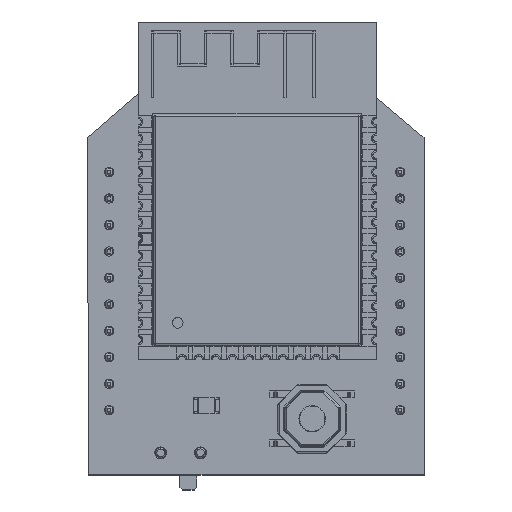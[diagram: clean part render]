
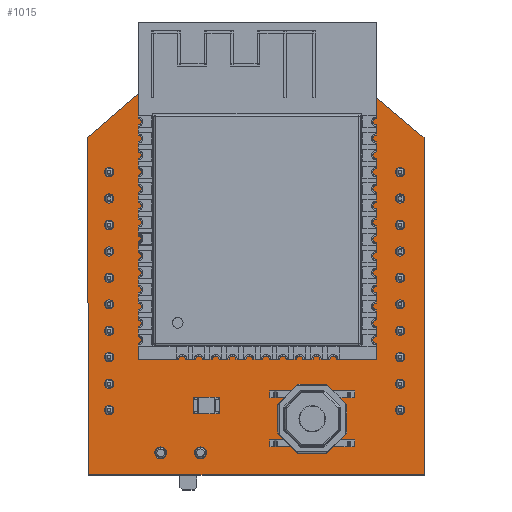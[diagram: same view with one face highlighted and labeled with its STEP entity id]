
A CAD part, top view. The second image highlights one B-rep face of the part: STEP entity #1015.
In plain terms, the highlighted planar face has unit normal (0, 0, 1).
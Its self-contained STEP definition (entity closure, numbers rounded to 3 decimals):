
#108 = VERTEX_POINT('',#109);
#109 = CARTESIAN_POINT('',(143.25,-90.25,0.));
#126 = VERTEX_POINT('',#127);
#127 = CARTESIAN_POINT('',(153.5,-90.25,0.));
#133 = EDGE_CURVE('',#108,#126,#134,.T.);
#134 = LINE('',#135,#136);
#135 = CARTESIAN_POINT('',(143.25,-90.25,0.));
#136 = VECTOR('',#137,1.);
#137 = DIRECTION('',(1.,0.,0.));
#148 = VERTEX_POINT('',#149);
#149 = CARTESIAN_POINT('',(135.75,-96.75,0.));
#164 = EDGE_CURVE('',#148,#108,#165,.T.);
#165 = LINE('',#166,#167);
#166 = CARTESIAN_POINT('',(135.75,-96.75,0.));
#167 = VECTOR('',#168,1.);
#168 = DIRECTION('',(0.756,0.655,0.));
#188 = VERTEX_POINT('',#189);
#189 = CARTESIAN_POINT('',(161.201,-96.75,0.));
#195 = EDGE_CURVE('',#126,#188,#196,.T.);
#196 = LINE('',#197,#198);
#197 = CARTESIAN_POINT('',(153.5,-90.25,0.));
#198 = VECTOR('',#199,1.);
#199 = DIRECTION('',(0.764,-0.645,0.));
#219 = VERTEX_POINT('',#220);
#220 = CARTESIAN_POINT('',(135.85,-122.25,0.));
#226 = EDGE_CURVE('',#148,#219,#227,.T.);
#227 = LINE('',#228,#229);
#228 = CARTESIAN_POINT('',(135.75,-96.75,0.));
#229 = VECTOR('',#230,1.);
#230 = DIRECTION('',(0.004,-1.,0.));
#250 = VERTEX_POINT('',#251);
#251 = CARTESIAN_POINT('',(161.25,-122.25,0.));
#257 = EDGE_CURVE('',#188,#250,#258,.T.);
#258 = LINE('',#259,#260);
#259 = CARTESIAN_POINT('',(161.201,-96.75,0.));
#260 = VECTOR('',#261,1.);
#261 = DIRECTION('',(0.002,-1.,0.));
#279 = EDGE_CURVE('',#250,#219,#280,.T.);
#280 = LINE('',#281,#282);
#281 = CARTESIAN_POINT('',(161.25,-122.25,0.));
#282 = VECTOR('',#283,1.);
#283 = DIRECTION('',(-1.,0.,0.));
#294 = VERTEX_POINT('',#295);
#295 = CARTESIAN_POINT('',(159.75,-117.35,0.));
#311 = EDGE_CURVE('',#294,#294,#312,.T.);
#312 = CIRCLE('',#313,0.35);
#313 = AXIS2_PLACEMENT_3D('',#314,#315,#316);
#314 = CARTESIAN_POINT('',(159.4,-117.35,0.));
#315 = DIRECTION('',(0.,0.,1.));
#316 = DIRECTION('',(1.,0.,-0.));
#327 = VERTEX_POINT('',#328);
#328 = CARTESIAN_POINT('',(159.75,-115.35,0.));
#344 = EDGE_CURVE('',#327,#327,#345,.T.);
#345 = CIRCLE('',#346,0.35);
#346 = AXIS2_PLACEMENT_3D('',#347,#348,#349);
#347 = CARTESIAN_POINT('',(159.4,-115.35,0.));
#348 = DIRECTION('',(0.,0.,1.));
#349 = DIRECTION('',(1.,0.,-0.));
#360 = VERTEX_POINT('',#361);
#361 = CARTESIAN_POINT('',(159.75,-113.35,0.));
#377 = EDGE_CURVE('',#360,#360,#378,.T.);
#378 = CIRCLE('',#379,0.35);
#379 = AXIS2_PLACEMENT_3D('',#380,#381,#382);
#380 = CARTESIAN_POINT('',(159.4,-113.35,0.));
#381 = DIRECTION('',(0.,0.,1.));
#382 = DIRECTION('',(1.,0.,-0.));
#393 = VERTEX_POINT('',#394);
#394 = CARTESIAN_POINT('',(159.75,-111.35,0.));
#410 = EDGE_CURVE('',#393,#393,#411,.T.);
#411 = CIRCLE('',#412,0.35);
#412 = AXIS2_PLACEMENT_3D('',#413,#414,#415);
#413 = CARTESIAN_POINT('',(159.4,-111.35,0.));
#414 = DIRECTION('',(0.,0.,1.));
#415 = DIRECTION('',(1.,0.,-0.));
#426 = VERTEX_POINT('',#427);
#427 = CARTESIAN_POINT('',(144.75,-120.58,0.));
#443 = EDGE_CURVE('',#426,#426,#444,.T.);
#444 = CIRCLE('',#445,0.45);
#445 = AXIS2_PLACEMENT_3D('',#446,#447,#448);
#446 = CARTESIAN_POINT('',(144.3,-120.58,0.));
#447 = DIRECTION('',(0.,0.,1.));
#448 = DIRECTION('',(1.,0.,-0.));
#459 = VERTEX_POINT('',#460);
#460 = CARTESIAN_POINT('',(141.75,-120.58,0.));
#476 = EDGE_CURVE('',#459,#459,#477,.T.);
#477 = CIRCLE('',#478,0.45);
#478 = AXIS2_PLACEMENT_3D('',#479,#480,#481);
#479 = CARTESIAN_POINT('',(141.3,-120.58,0.));
#480 = DIRECTION('',(0.,0.,1.));
#481 = DIRECTION('',(1.,0.,-0.));
#492 = VERTEX_POINT('',#493);
#493 = CARTESIAN_POINT('',(137.75,-117.35,0.));
#509 = EDGE_CURVE('',#492,#492,#510,.T.);
#510 = CIRCLE('',#511,0.35);
#511 = AXIS2_PLACEMENT_3D('',#512,#513,#514);
#512 = CARTESIAN_POINT('',(137.4,-117.35,0.));
#513 = DIRECTION('',(0.,0.,1.));
#514 = DIRECTION('',(1.,0.,-0.));
#525 = VERTEX_POINT('',#526);
#526 = CARTESIAN_POINT('',(137.75,-115.35,0.));
#542 = EDGE_CURVE('',#525,#525,#543,.T.);
#543 = CIRCLE('',#544,0.35);
#544 = AXIS2_PLACEMENT_3D('',#545,#546,#547);
#545 = CARTESIAN_POINT('',(137.4,-115.35,0.));
#546 = DIRECTION('',(0.,0.,1.));
#547 = DIRECTION('',(1.,0.,-0.));
#558 = VERTEX_POINT('',#559);
#559 = CARTESIAN_POINT('',(137.75,-113.35,0.));
#575 = EDGE_CURVE('',#558,#558,#576,.T.);
#576 = CIRCLE('',#577,0.35);
#577 = AXIS2_PLACEMENT_3D('',#578,#579,#580);
#578 = CARTESIAN_POINT('',(137.4,-113.35,0.));
#579 = DIRECTION('',(0.,0.,1.));
#580 = DIRECTION('',(1.,0.,-0.));
#591 = VERTEX_POINT('',#592);
#592 = CARTESIAN_POINT('',(137.75,-111.35,0.));
#608 = EDGE_CURVE('',#591,#591,#609,.T.);
#609 = CIRCLE('',#610,0.35);
#610 = AXIS2_PLACEMENT_3D('',#611,#612,#613);
#611 = CARTESIAN_POINT('',(137.4,-111.35,0.));
#612 = DIRECTION('',(0.,0.,1.));
#613 = DIRECTION('',(1.,0.,-0.));
#624 = VERTEX_POINT('',#625);
#625 = CARTESIAN_POINT('',(159.75,-109.35,0.));
#641 = EDGE_CURVE('',#624,#624,#642,.T.);
#642 = CIRCLE('',#643,0.35);
#643 = AXIS2_PLACEMENT_3D('',#644,#645,#646);
#644 = CARTESIAN_POINT('',(159.4,-109.35,0.));
#645 = DIRECTION('',(0.,0.,1.));
#646 = DIRECTION('',(1.,0.,-0.));
#657 = VERTEX_POINT('',#658);
#658 = CARTESIAN_POINT('',(159.75,-107.35,0.));
#674 = EDGE_CURVE('',#657,#657,#675,.T.);
#675 = CIRCLE('',#676,0.35);
#676 = AXIS2_PLACEMENT_3D('',#677,#678,#679);
#677 = CARTESIAN_POINT('',(159.4,-107.35,0.));
#678 = DIRECTION('',(0.,0.,1.));
#679 = DIRECTION('',(1.,0.,-0.));
#690 = VERTEX_POINT('',#691);
#691 = CARTESIAN_POINT('',(159.75,-105.35,0.));
#707 = EDGE_CURVE('',#690,#690,#708,.T.);
#708 = CIRCLE('',#709,0.35);
#709 = AXIS2_PLACEMENT_3D('',#710,#711,#712);
#710 = CARTESIAN_POINT('',(159.4,-105.35,0.));
#711 = DIRECTION('',(0.,0.,1.));
#712 = DIRECTION('',(1.,0.,-0.));
#723 = VERTEX_POINT('',#724);
#724 = CARTESIAN_POINT('',(159.75,-103.35,0.));
#740 = EDGE_CURVE('',#723,#723,#741,.T.);
#741 = CIRCLE('',#742,0.35);
#742 = AXIS2_PLACEMENT_3D('',#743,#744,#745);
#743 = CARTESIAN_POINT('',(159.4,-103.35,0.));
#744 = DIRECTION('',(0.,0.,1.));
#745 = DIRECTION('',(1.,0.,-0.));
#756 = VERTEX_POINT('',#757);
#757 = CARTESIAN_POINT('',(159.75,-101.35,0.));
#773 = EDGE_CURVE('',#756,#756,#774,.T.);
#774 = CIRCLE('',#775,0.35);
#775 = AXIS2_PLACEMENT_3D('',#776,#777,#778);
#776 = CARTESIAN_POINT('',(159.4,-101.35,0.));
#777 = DIRECTION('',(0.,0.,1.));
#778 = DIRECTION('',(1.,0.,-0.));
#789 = VERTEX_POINT('',#790);
#790 = CARTESIAN_POINT('',(159.75,-99.35,0.));
#806 = EDGE_CURVE('',#789,#789,#807,.T.);
#807 = CIRCLE('',#808,0.35);
#808 = AXIS2_PLACEMENT_3D('',#809,#810,#811);
#809 = CARTESIAN_POINT('',(159.4,-99.35,0.));
#810 = DIRECTION('',(0.,0.,1.));
#811 = DIRECTION('',(1.,0.,-0.));
#822 = VERTEX_POINT('',#823);
#823 = CARTESIAN_POINT('',(137.75,-109.35,0.));
#839 = EDGE_CURVE('',#822,#822,#840,.T.);
#840 = CIRCLE('',#841,0.35);
#841 = AXIS2_PLACEMENT_3D('',#842,#843,#844);
#842 = CARTESIAN_POINT('',(137.4,-109.35,0.));
#843 = DIRECTION('',(0.,0.,1.));
#844 = DIRECTION('',(1.,0.,-0.));
#855 = VERTEX_POINT('',#856);
#856 = CARTESIAN_POINT('',(137.75,-107.35,0.));
#872 = EDGE_CURVE('',#855,#855,#873,.T.);
#873 = CIRCLE('',#874,0.35);
#874 = AXIS2_PLACEMENT_3D('',#875,#876,#877);
#875 = CARTESIAN_POINT('',(137.4,-107.35,0.));
#876 = DIRECTION('',(0.,0.,1.));
#877 = DIRECTION('',(1.,0.,-0.));
#888 = VERTEX_POINT('',#889);
#889 = CARTESIAN_POINT('',(137.75,-105.35,0.));
#905 = EDGE_CURVE('',#888,#888,#906,.T.);
#906 = CIRCLE('',#907,0.35);
#907 = AXIS2_PLACEMENT_3D('',#908,#909,#910);
#908 = CARTESIAN_POINT('',(137.4,-105.35,0.));
#909 = DIRECTION('',(0.,0.,1.));
#910 = DIRECTION('',(1.,0.,-0.));
#921 = VERTEX_POINT('',#922);
#922 = CARTESIAN_POINT('',(137.75,-103.35,0.));
#938 = EDGE_CURVE('',#921,#921,#939,.T.);
#939 = CIRCLE('',#940,0.35);
#940 = AXIS2_PLACEMENT_3D('',#941,#942,#943);
#941 = CARTESIAN_POINT('',(137.4,-103.35,0.));
#942 = DIRECTION('',(0.,0.,1.));
#943 = DIRECTION('',(1.,0.,-0.));
#954 = VERTEX_POINT('',#955);
#955 = CARTESIAN_POINT('',(137.75,-101.35,0.));
#971 = EDGE_CURVE('',#954,#954,#972,.T.);
#972 = CIRCLE('',#973,0.35);
#973 = AXIS2_PLACEMENT_3D('',#974,#975,#976);
#974 = CARTESIAN_POINT('',(137.4,-101.35,0.));
#975 = DIRECTION('',(0.,0.,1.));
#976 = DIRECTION('',(1.,0.,-0.));
#987 = VERTEX_POINT('',#988);
#988 = CARTESIAN_POINT('',(137.75,-99.35,0.));
#1004 = EDGE_CURVE('',#987,#987,#1005,.T.);
#1005 = CIRCLE('',#1006,0.35);
#1006 = AXIS2_PLACEMENT_3D('',#1007,#1008,#1009);
#1007 = CARTESIAN_POINT('',(137.4,-99.35,0.));
#1008 = DIRECTION('',(0.,0.,1.));
#1009 = DIRECTION('',(1.,0.,-0.));
#1015 = ADVANCED_FACE('',(#1016,#1024,#1027,#1030,#1033,#1036,#1039,
    #1042,#1045,#1048,#1051,#1054,#1057,#1060,#1063,#1066,#1069,#1072,
    #1075,#1078,#1081,#1084,#1087),#1090,.F.);
#1016 = FACE_BOUND('',#1017,.F.);
#1017 = EDGE_LOOP('',(#1018,#1019,#1020,#1021,#1022,#1023));
#1018 = ORIENTED_EDGE('',*,*,#133,.T.);
#1019 = ORIENTED_EDGE('',*,*,#195,.T.);
#1020 = ORIENTED_EDGE('',*,*,#257,.T.);
#1021 = ORIENTED_EDGE('',*,*,#279,.T.);
#1022 = ORIENTED_EDGE('',*,*,#226,.F.);
#1023 = ORIENTED_EDGE('',*,*,#164,.T.);
#1024 = FACE_BOUND('',#1025,.F.);
#1025 = EDGE_LOOP('',(#1026));
#1026 = ORIENTED_EDGE('',*,*,#311,.T.);
#1027 = FACE_BOUND('',#1028,.F.);
#1028 = EDGE_LOOP('',(#1029));
#1029 = ORIENTED_EDGE('',*,*,#344,.T.);
#1030 = FACE_BOUND('',#1031,.F.);
#1031 = EDGE_LOOP('',(#1032));
#1032 = ORIENTED_EDGE('',*,*,#377,.T.);
#1033 = FACE_BOUND('',#1034,.F.);
#1034 = EDGE_LOOP('',(#1035));
#1035 = ORIENTED_EDGE('',*,*,#410,.T.);
#1036 = FACE_BOUND('',#1037,.F.);
#1037 = EDGE_LOOP('',(#1038));
#1038 = ORIENTED_EDGE('',*,*,#443,.T.);
#1039 = FACE_BOUND('',#1040,.F.);
#1040 = EDGE_LOOP('',(#1041));
#1041 = ORIENTED_EDGE('',*,*,#476,.T.);
#1042 = FACE_BOUND('',#1043,.F.);
#1043 = EDGE_LOOP('',(#1044));
#1044 = ORIENTED_EDGE('',*,*,#509,.T.);
#1045 = FACE_BOUND('',#1046,.F.);
#1046 = EDGE_LOOP('',(#1047));
#1047 = ORIENTED_EDGE('',*,*,#542,.T.);
#1048 = FACE_BOUND('',#1049,.F.);
#1049 = EDGE_LOOP('',(#1050));
#1050 = ORIENTED_EDGE('',*,*,#575,.T.);
#1051 = FACE_BOUND('',#1052,.F.);
#1052 = EDGE_LOOP('',(#1053));
#1053 = ORIENTED_EDGE('',*,*,#608,.T.);
#1054 = FACE_BOUND('',#1055,.F.);
#1055 = EDGE_LOOP('',(#1056));
#1056 = ORIENTED_EDGE('',*,*,#641,.T.);
#1057 = FACE_BOUND('',#1058,.F.);
#1058 = EDGE_LOOP('',(#1059));
#1059 = ORIENTED_EDGE('',*,*,#674,.T.);
#1060 = FACE_BOUND('',#1061,.F.);
#1061 = EDGE_LOOP('',(#1062));
#1062 = ORIENTED_EDGE('',*,*,#707,.T.);
#1063 = FACE_BOUND('',#1064,.F.);
#1064 = EDGE_LOOP('',(#1065));
#1065 = ORIENTED_EDGE('',*,*,#740,.T.);
#1066 = FACE_BOUND('',#1067,.F.);
#1067 = EDGE_LOOP('',(#1068));
#1068 = ORIENTED_EDGE('',*,*,#773,.T.);
#1069 = FACE_BOUND('',#1070,.F.);
#1070 = EDGE_LOOP('',(#1071));
#1071 = ORIENTED_EDGE('',*,*,#806,.T.);
#1072 = FACE_BOUND('',#1073,.F.);
#1073 = EDGE_LOOP('',(#1074));
#1074 = ORIENTED_EDGE('',*,*,#839,.T.);
#1075 = FACE_BOUND('',#1076,.F.);
#1076 = EDGE_LOOP('',(#1077));
#1077 = ORIENTED_EDGE('',*,*,#872,.T.);
#1078 = FACE_BOUND('',#1079,.F.);
#1079 = EDGE_LOOP('',(#1080));
#1080 = ORIENTED_EDGE('',*,*,#905,.T.);
#1081 = FACE_BOUND('',#1082,.F.);
#1082 = EDGE_LOOP('',(#1083));
#1083 = ORIENTED_EDGE('',*,*,#938,.T.);
#1084 = FACE_BOUND('',#1085,.F.);
#1085 = EDGE_LOOP('',(#1086));
#1086 = ORIENTED_EDGE('',*,*,#971,.T.);
#1087 = FACE_BOUND('',#1088,.F.);
#1088 = EDGE_LOOP('',(#1089));
#1089 = ORIENTED_EDGE('',*,*,#1004,.T.);
#1090 = PLANE('',#1091);
#1091 = AXIS2_PLACEMENT_3D('',#1092,#1093,#1094);
#1092 = CARTESIAN_POINT('',(148.505,-107.686,0.));
#1093 = DIRECTION('',(-0.,-0.,-1.));
#1094 = DIRECTION('',(-1.,0.,0.));
